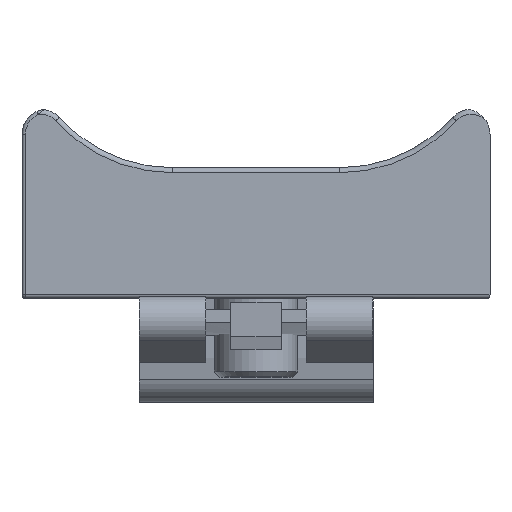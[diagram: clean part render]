
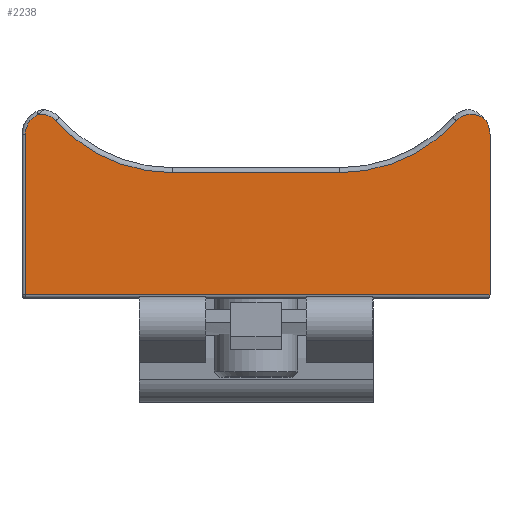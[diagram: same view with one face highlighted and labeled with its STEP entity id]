
A CAD part, top view. The second image highlights one B-rep face of the part: STEP entity #2238.
In plain terms, the highlighted planar face has unit normal (0, 0, 1).
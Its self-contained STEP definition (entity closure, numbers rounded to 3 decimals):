
#44 = EDGE_CURVE ( 'NONE', #5761, #4707, #6235, .T. ) ;
#46 = EDGE_CURVE ( 'NONE', #4707, #5124, #828, .T. ) ;
#222 = DIRECTION ( 'NONE',  ( 0., 0., -1. ) ) ;
#350 = ORIENTED_EDGE ( 'NONE', *, *, #46, .T. ) ;
#443 = EDGE_CURVE ( 'NONE', #1962, #838, #612, .T. ) ;
#515 = CARTESIAN_POINT ( 'NONE',  ( -13.357, 2.456, 42.06 ) ) ;
#612 = CIRCLE ( 'NONE', #4936, 1.5 ) ;
#677 = DIRECTION ( 'NONE',  ( 0., 0., 1. ) ) ;
#789 = DIRECTION ( 'NONE',  ( 1., 0., 0. ) ) ;
#799 = DIRECTION ( 'NONE',  ( 0., -1., 0. ) ) ;
#821 = DIRECTION ( 'NONE',  ( -1., 0., 0. ) ) ;
#826 = LINE ( 'NONE', #6215, #4174 ) ;
#828 = CIRCLE ( 'NONE', #5155, 1.2 ) ;
#838 = VERTEX_POINT ( 'NONE', #2032 ) ;
#853 = DIRECTION ( 'NONE',  ( -1., 0., 0. ) ) ;
#1191 = VERTEX_POINT ( 'NONE', #5909 ) ;
#1231 = CARTESIAN_POINT ( 'NONE',  ( -39.857, 2.456, 42.06 ) ) ;
#1263 = AXIS2_PLACEMENT_3D ( 'NONE', #6054, #222, #821 ) ;
#1379 = EDGE_CURVE ( 'NONE', #5124, #6268, #4497, .T. ) ;
#1423 = AXIS2_PLACEMENT_3D ( 'NONE', #4956, #3248, #2360 ) ;
#1507 = ORIENTED_EDGE ( 'NONE', *, *, #3235, .T. ) ;
#1546 = CARTESIAN_POINT ( 'NONE',  ( -32.357, 0.156, 42.06 ) ) ;
#1736 = LINE ( 'NONE', #5976, #4156 ) ;
#1794 = ORIENTED_EDGE ( 'NONE', *, *, #4123, .T. ) ;
#1836 = LINE ( 'NONE', #5027, #2190 ) ;
#1865 = DIRECTION ( 'NONE',  ( -1., 0., 0. ) ) ;
#1867 = DIRECTION ( 'NONE',  ( 0., 0., 1. ) ) ;
#1962 = VERTEX_POINT ( 'NONE', #515 ) ;
#2032 = CARTESIAN_POINT ( 'NONE',  ( -13.595, 3.267, 42.06 ) ) ;
#2087 = ORIENTED_EDGE ( 'NONE', *, *, #44, .T. ) ;
#2190 = VECTOR ( 'NONE', #789, 1000. ) ;
#2238 = ADVANCED_FACE ( 'NONE', ( #2937 ), #6804, .F. ) ;
#2243 = CARTESIAN_POINT ( 'NONE',  ( -41.157, 3.956, 42.06 ) ) ;
#2275 = LINE ( 'NONE', #2243, #4651 ) ;
#2282 = DIRECTION ( 'NONE',  ( -1., 0., 0. ) ) ;
#2336 = CARTESIAN_POINT ( 'NONE',  ( -13.357, -7.144, 42.06 ) ) ;
#2360 = DIRECTION ( 'NONE',  ( -1., 0., 0. ) ) ;
#2367 = EDGE_CURVE ( 'NONE', #838, #4758, #3302, .T. ) ;
#2406 = ORIENTED_EDGE ( 'NONE', *, *, #5122, .T. ) ;
#2724 = CARTESIAN_POINT ( 'NONE',  ( -13.357, 3.956, 42.06 ) ) ;
#2850 = CARTESIAN_POINT ( 'NONE',  ( -40.377, 3.647, 42.06 ) ) ;
#2903 = CARTESIAN_POINT ( 'NONE',  ( -39.344, 3.26, 42.06 ) ) ;
#2907 = EDGE_CURVE ( 'NONE', #1962, #6245, #826, .T. ) ;
#2937 = FACE_OUTER_BOUND ( 'NONE', #4021, .T. ) ;
#3176 = AXIS2_PLACEMENT_3D ( 'NONE', #6035, #1867, #2282 ) ;
#3201 = ORIENTED_EDGE ( 'NONE', *, *, #4765, .T. ) ;
#3209 = DIRECTION ( 'NONE',  ( -1., 0., 0. ) ) ;
#3235 = EDGE_CURVE ( 'NONE', #4758, #1191, #5636, .T. ) ;
#3248 = DIRECTION ( 'NONE',  ( 0., 0., -1. ) ) ;
#3302 = CIRCLE ( 'NONE', #3176, 1.2 ) ;
#3933 = CARTESIAN_POINT ( 'NONE',  ( -14.857, 2.456, 42.06 ) ) ;
#3976 = DIRECTION ( 'NONE',  ( 0., 0., 1. ) ) ;
#4021 = EDGE_LOOP ( 'NONE', ( #2087, #350, #5712, #2406, #3201, #4969, #4096, #6453, #1507, #1794 ) ) ;
#4040 = CARTESIAN_POINT ( 'NONE',  ( -40.234, 2.456, 42.06 ) ) ;
#4096 = ORIENTED_EDGE ( 'NONE', *, *, #443, .T. ) ;
#4123 = EDGE_CURVE ( 'NONE', #1191, #5761, #1736, .T. ) ;
#4156 = VECTOR ( 'NONE', #6386, 1000. ) ;
#4174 = VECTOR ( 'NONE', #799, 1000. ) ;
#4436 = DIRECTION ( 'NONE',  ( -1., 0., 0. ) ) ;
#4497 = CIRCLE ( 'NONE', #5917, 1.3 ) ;
#4651 = VECTOR ( 'NONE', #6065, 1000. ) ;
#4707 = VERTEX_POINT ( 'NONE', #2903 ) ;
#4728 = AXIS2_PLACEMENT_3D ( 'NONE', #2724, #5937, #3209 ) ;
#4738 = CARTESIAN_POINT ( 'NONE',  ( -41.157, -7.144, 42.06 ) ) ;
#4758 = VERTEX_POINT ( 'NONE', #6089 ) ;
#4765 = EDGE_CURVE ( 'NONE', #5510, #6245, #1836, .T. ) ;
#4936 = AXIS2_PLACEMENT_3D ( 'NONE', #3933, #6704, #853 ) ;
#4956 = CARTESIAN_POINT ( 'NONE',  ( -22.357, 9.57, 42.06 ) ) ;
#4969 = ORIENTED_EDGE ( 'NONE', *, *, #2907, .F. ) ;
#5027 = CARTESIAN_POINT ( 'NONE',  ( -13.357, -7.144, 42.06 ) ) ;
#5122 = EDGE_CURVE ( 'NONE', #6268, #5510, #2275, .T. ) ;
#5124 = VERTEX_POINT ( 'NONE', #2850 ) ;
#5155 = AXIS2_PLACEMENT_3D ( 'NONE', #4040, #3976, #4436 ) ;
#5510 = VERTEX_POINT ( 'NONE', #4738 ) ;
#5636 = CIRCLE ( 'NONE', #1423, 9.415 ) ;
#5712 = ORIENTED_EDGE ( 'NONE', *, *, #1379, .T. ) ;
#5761 = VERTEX_POINT ( 'NONE', #1546 ) ;
#5909 = CARTESIAN_POINT ( 'NONE',  ( -22.357, 0.156, 42.06 ) ) ;
#5917 = AXIS2_PLACEMENT_3D ( 'NONE', #1231, #677, #1865 ) ;
#5937 = DIRECTION ( 'NONE',  ( 0., 0., -1. ) ) ;
#5976 = CARTESIAN_POINT ( 'NONE',  ( -13.357, 0.156, 42.06 ) ) ;
#6016 = CARTESIAN_POINT ( 'NONE',  ( -41.157, 2.456, 42.06 ) ) ;
#6035 = CARTESIAN_POINT ( 'NONE',  ( -14.48, 2.456, 42.06 ) ) ;
#6054 = CARTESIAN_POINT ( 'NONE',  ( -32.357, 9.57, 42.06 ) ) ;
#6065 = DIRECTION ( 'NONE',  ( 0., -1., 0. ) ) ;
#6089 = CARTESIAN_POINT ( 'NONE',  ( -15.37, 3.26, 42.06 ) ) ;
#6215 = CARTESIAN_POINT ( 'NONE',  ( -13.357, 3.956, 42.06 ) ) ;
#6235 = CIRCLE ( 'NONE', #1263, 9.415 ) ;
#6245 = VERTEX_POINT ( 'NONE', #2336 ) ;
#6268 = VERTEX_POINT ( 'NONE', #6016 ) ;
#6386 = DIRECTION ( 'NONE',  ( -1., 0., 0. ) ) ;
#6453 = ORIENTED_EDGE ( 'NONE', *, *, #2367, .T. ) ;
#6704 = DIRECTION ( 'NONE',  ( 0., 0., 1. ) ) ;
#6804 = PLANE ( 'NONE',  #4728 ) ;
